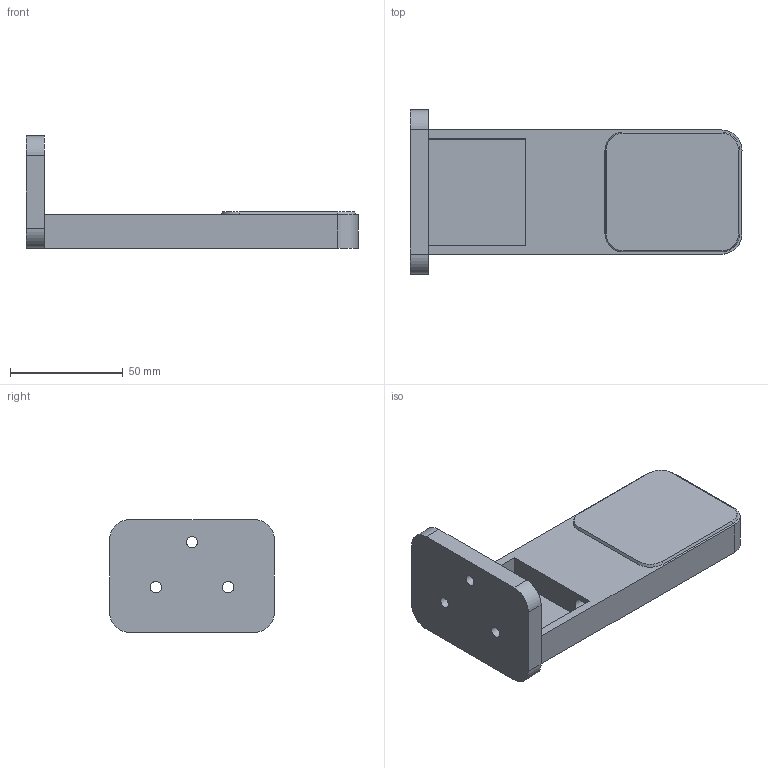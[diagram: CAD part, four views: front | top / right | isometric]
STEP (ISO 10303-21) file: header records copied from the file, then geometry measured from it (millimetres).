
FILE_DESCRIPTION(/* description */ (''),/* implementation_level */ '2;1');
FILE_NAME(/* name */ 'Kapacitiv regnmtare v14.step',/* time_stamp */ '2023-11-02T23:13:13+01:00',/* author */ (''),/* organization */ (''),/* preprocessor_version */ 'ST-DEVELOPER v20',/* originating_system */ 'Autodesk Translation Framework v12.14.0.127',/* authorisation */ '');
FILE_SCHEMA (('AUTOMOTIVE_DESIGN { 1 0 10303 214 3 1 1 }'));
Length unit declared in the file: millimetre
Products named in the file (1): Kapacitiv regnmätare
Bounding box: 147 x 73 x 50 mm (x, y, z)
Volume: 94069.5 mm3; surface area: 38955 mm2
Topology: 2 solids, 2 shells, 48 faces, 124 edges, 82 vertices
Faces by surface type: plane 34, cylinder 10, cone 4
Full cylindrical faces by diameter (mm): 5 x3, 6.8 x1
Entity records: 1512 total; most frequent: CARTESIAN_POINT 255, DIRECTION 250, ORIENTED_EDGE 248, EDGE_CURVE 124, LINE 96, VECTOR 96, VERTEX_POINT 82, AXIS2_PLACEMENT_3D 77
